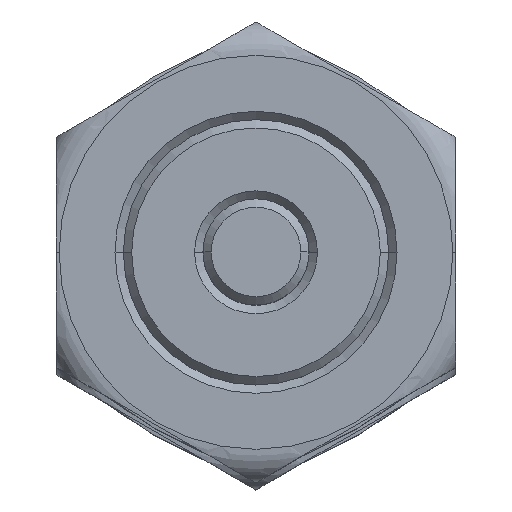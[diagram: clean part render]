
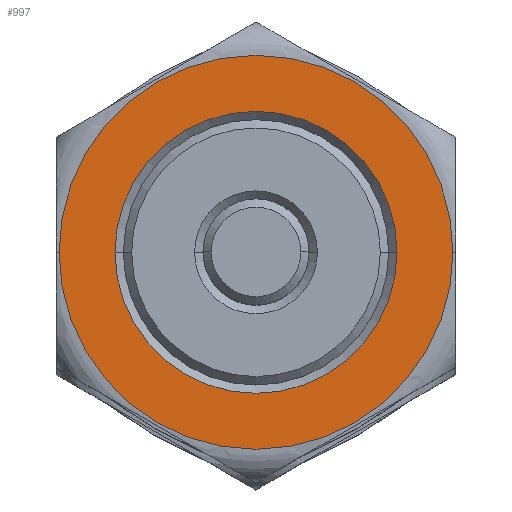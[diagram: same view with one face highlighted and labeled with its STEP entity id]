
A CAD part, top view. The second image highlights one B-rep face of the part: STEP entity #997.
In plain terms, the highlighted planar face has unit normal (0, 0, 1).
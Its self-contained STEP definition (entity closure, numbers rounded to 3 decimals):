
#532 = AXIS2_PLACEMENT_3D ( 'NONE', #4275, #4288, #4302 ) ;
#560 = ORIENTED_EDGE ( 'NONE', *, *, #4389, .T. ) ;
#607 = EDGE_CURVE ( 'NONE', #2519, #2088, #1656, .T. ) ;
#631 = ORIENTED_EDGE ( 'NONE', *, *, #607, .F. ) ;
#832 = EDGE_LOOP ( 'NONE', ( #1061, #560 ) ) ;
#969 = AXIS2_PLACEMENT_3D ( 'NONE', #3027, #2145, #1550 ) ;
#997 = ADVANCED_FACE ( 'NONE', ( #2964, #1120 ), #3985, .F. ) ;
#1061 = ORIENTED_EDGE ( 'NONE', *, *, #3323, .T. ) ;
#1120 = FACE_BOUND ( 'NONE', #2813, .T. ) ;
#1187 = CARTESIAN_POINT ( 'NONE',  ( -8.438, 0., 4.826 ) ) ;
#1274 = CARTESIAN_POINT ( 'NONE',  ( 0., 0., 4.826 ) ) ;
#1378 = EDGE_CURVE ( 'NONE', #2088, #2519, #2604, .T. ) ;
#1550 = DIRECTION ( 'NONE',  ( 1., 0., 0. ) ) ;
#1552 = DIRECTION ( 'NONE',  ( 0., 0., 1. ) ) ;
#1626 = CARTESIAN_POINT ( 'NONE',  ( 11.938, 6.892, 4.826 ) ) ;
#1656 = CIRCLE ( 'NONE', #1799, 8.438 ) ;
#1659 = CARTESIAN_POINT ( 'NONE',  ( 8.438, 0., 4.826 ) ) ;
#1799 = AXIS2_PLACEMENT_3D ( 'NONE', #1274, #1552, #2941 ) ;
#2088 = VERTEX_POINT ( 'NONE', #1187 ) ;
#2145 = DIRECTION ( 'NONE',  ( 0., 0., 1. ) ) ;
#2169 = CIRCLE ( 'NONE', #969, 11.785 ) ;
#2434 = VERTEX_POINT ( 'NONE', #2499 ) ;
#2448 = CIRCLE ( 'NONE', #532, 11.785 ) ;
#2499 = CARTESIAN_POINT ( 'NONE',  ( -11.785, 0., 4.826 ) ) ;
#2519 = VERTEX_POINT ( 'NONE', #1659 ) ;
#2604 = CIRCLE ( 'NONE', #2800, 8.438 ) ;
#2616 = DIRECTION ( 'NONE',  ( 0., 0., 1. ) ) ;
#2623 = CARTESIAN_POINT ( 'NONE',  ( 0., 0., 4.826 ) ) ;
#2800 = AXIS2_PLACEMENT_3D ( 'NONE', #2623, #2616, #4316 ) ;
#2813 = EDGE_LOOP ( 'NONE', ( #631, #3308 ) ) ;
#2931 = AXIS2_PLACEMENT_3D ( 'NONE', #1626, #3761, #3154 ) ;
#2941 = DIRECTION ( 'NONE',  ( 1., 0., 0. ) ) ;
#2964 = FACE_OUTER_BOUND ( 'NONE', #832, .T. ) ;
#3027 = CARTESIAN_POINT ( 'NONE',  ( 0., 0., 4.826 ) ) ;
#3154 = DIRECTION ( 'NONE',  ( -1., 0., 0. ) ) ;
#3308 = ORIENTED_EDGE ( 'NONE', *, *, #1378, .F. ) ;
#3323 = EDGE_CURVE ( 'NONE', #4105, #2434, #2448, .T. ) ;
#3584 = CARTESIAN_POINT ( 'NONE',  ( 11.785, 0., 4.826 ) ) ;
#3761 = DIRECTION ( 'NONE',  ( 0., 0., -1. ) ) ;
#3985 = PLANE ( 'NONE',  #2931 ) ;
#4105 = VERTEX_POINT ( 'NONE', #3584 ) ;
#4275 = CARTESIAN_POINT ( 'NONE',  ( 0., 0., 4.826 ) ) ;
#4288 = DIRECTION ( 'NONE',  ( 0., 0., 1. ) ) ;
#4302 = DIRECTION ( 'NONE',  ( 1., 0., 0. ) ) ;
#4316 = DIRECTION ( 'NONE',  ( 1., 0., 0. ) ) ;
#4389 = EDGE_CURVE ( 'NONE', #2434, #4105, #2169, .T. ) ;
